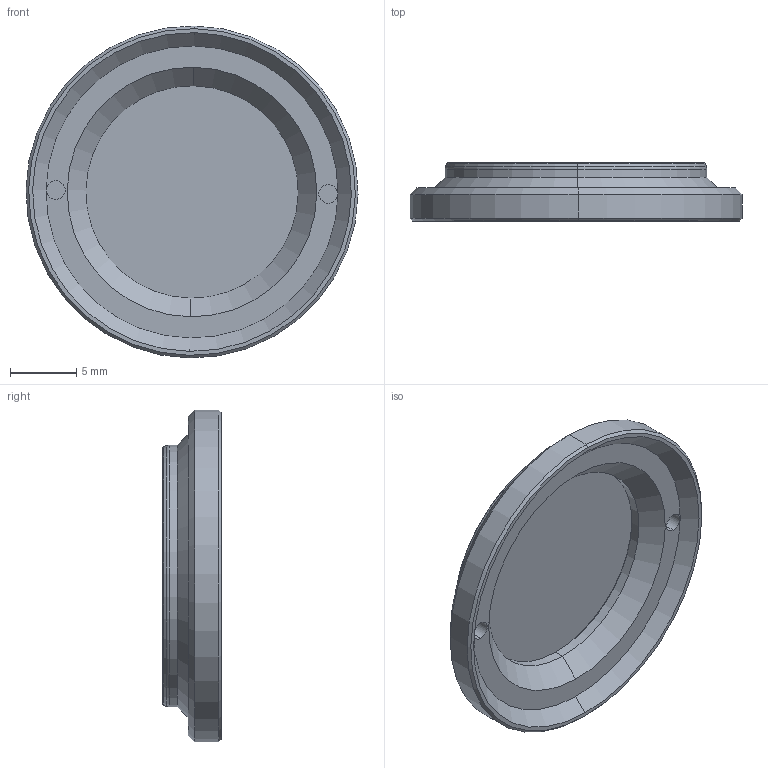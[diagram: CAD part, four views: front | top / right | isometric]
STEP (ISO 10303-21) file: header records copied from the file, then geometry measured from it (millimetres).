
FILE_DESCRIPTION (( 'STEP AP214' ), '1' );
FILE_NAME ('', '', ( '' ), ( '' ), '', '', '' );
FILE_SCHEMA (( 'AUTOMOTIVE_DESIGN' ));
Length unit declared in the file: millimetre
Products named in the file (3): LP0508-P0051; filter_simplified; LP0262-P0023_simplified_folded
Assembly tree (2 placements, depth 2):
  filter_simplified
    LP0262-P0023_simplified_folded
    LP0508-P0051
Bounding box: 25 x 4.4 x 25 mm (x, y, z)
Volume: 846.3 mm3; surface area: 1638.1 mm2
Topology: 2 solids, 2 shells, 45 faces, 88 edges, 52 vertices
Faces by surface type: cone 18, cylinder 14, plane 9, torus 4
Entity records: 1272 total; most frequent: DIRECTION 244, CARTESIAN_POINT 190, ORIENTED_EDGE 176, AXIS2_PLACEMENT_3D 106, EDGE_CURVE 88, CIRCLE 56, VERTEX_POINT 52, EDGE_LOOP 52
